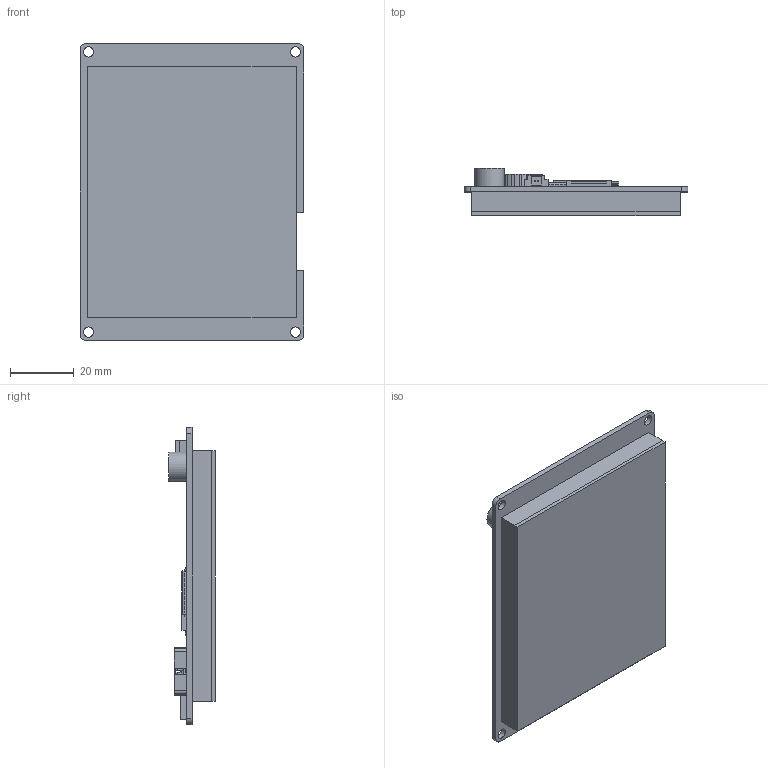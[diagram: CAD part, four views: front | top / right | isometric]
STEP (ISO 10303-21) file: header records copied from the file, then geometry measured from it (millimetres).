
FILE_DESCRIPTION(/* description */ (''),/* implementation_level */ '2;1');
FILE_NAME(/* name */ 'Display.stp',/* time_stamp */ '2019-02-06T09:43:38-02:00',/* author */ ('Reservaa'),/* organization */ (''),/* preprocessor_version */ 'ST-DEVELOPER v17',/* originating_system */ 'Autodesk Inventor 2019',/* authorisation */ '');
FILE_SCHEMA (('AUTOMOTIVE_DESIGN { 1 0 10303 214 3 1 1 }'));
Length unit declared in the file: millimetre
Products named in the file (11): Display; Placa; Tela; Vidro da tela; sd; alsrobot-CR1220; audio 2w; TQFP 64 14x14mm 0_8mm pitch; core 18,3x12,3; Buzzer; FPC 10w 14,1 de comprimento externo
Assembly tree (10 placements, depth 2):
  Display
    Placa
    Tela
    Vidro da tela
    sd
    alsrobot-CR1220
    audio 2w
    TQFP 64 14x14mm 0_8mm pitch
    core 18,3x12,3
    Buzzer
    FPC 10w 14,1 de comprimento externo
Bounding box: 70.1 x 14.6 x 93 mm (x, y, z)
Volume: 47459.3 mm3; surface area: 40063.2 mm2
Topology: 15 solids, 15 shells, 1511 faces, 4116 edges, 2652 vertices
Faces by surface type: plane 1177, cylinder 329, bspline 2, cone 2, sphere 1
Full cylindrical faces by diameter (mm): 0.7 x1, 1 x1, 1.3 x1, 1.7 x1, 2.669 x1, 2.832 x1, 3.2 x4, 9.2 x1
Entity records: 48768 total; most frequent: CARTESIAN_POINT 8378, ORIENTED_EDGE 8230, DIRECTION 7842, EDGE_CURVE 4115, LINE 3432, VECTOR 3432, VERTEX_POINT 2652, AXIS2_PLACEMENT_3D 2205
